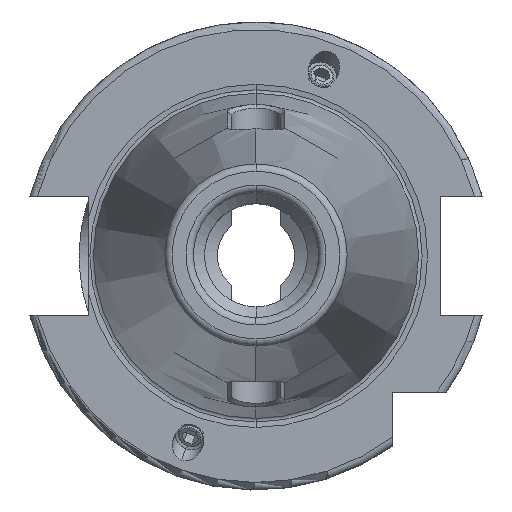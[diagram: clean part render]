
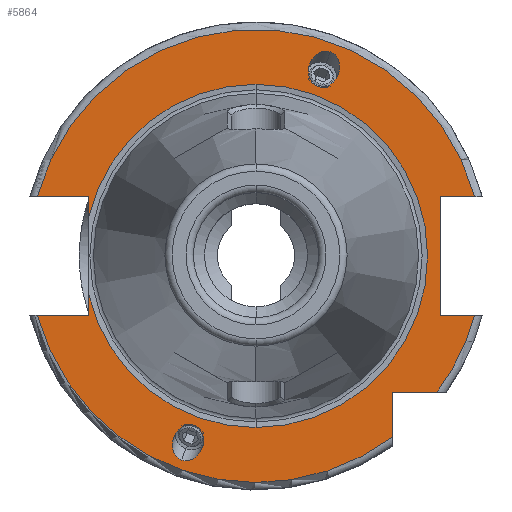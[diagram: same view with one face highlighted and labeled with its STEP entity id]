
A CAD part, top view. The second image highlights one B-rep face of the part: STEP entity #5864.
In plain terms, the highlighted planar face has unit normal (0, 0, 1).
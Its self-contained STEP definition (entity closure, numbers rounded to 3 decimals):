
#1669=CARTESIAN_POINT('',(0,0,18.1));
#1670=DIRECTION('',(0,0,1));
#1671=DIRECTION('',(0.965,0.262,0));
#1672=AXIS2_PLACEMENT_3D('',#1669,#1670,#1671);
#1720=CARTESIAN_POINT('',(0,0,18.1));
#1721=DIRECTION('',(0,0,1));
#1722=DIRECTION('',(-0.965,-0.262,0));
#1723=AXIS2_PLACEMENT_3D('',#1720,#1721,#1722);
#1736=DIRECTION('',(1,0,0));
#1737=VECTOR('',#1736,7.004);
#1738=CARTESIAN_POINT('',(-29.704,-8.05,18.1));
#1739=LINE('',#1738,#1737);
#1740=DIRECTION('',(0,1,0));
#1741=VECTOR('',#1740,2.753);
#1742=CARTESIAN_POINT('',(-22.7,-8.05,18.1));
#1743=LINE('',#1742,#1741);
#1744=DIRECTION('',(0,1,0));
#1745=VECTOR('',#1744,2.753);
#1746=CARTESIAN_POINT('',(-22.7,5.297,18.1));
#1747=LINE('',#1746,#1745);
#1748=DIRECTION('',(1,0,0));
#1749=VECTOR('',#1748,7.004);
#1750=CARTESIAN_POINT('',(-29.704,8.05,18.1));
#1751=LINE('',#1750,#1749);
#1752=DIRECTION('',(-1,0,0));
#1753=VECTOR('',#1752,4.704);
#1754=CARTESIAN_POINT('',(29.704,8.05,18.1));
#1755=LINE('',#1754,#1753);
#1756=DIRECTION('',(0,-1,0));
#1757=VECTOR('',#1756,16.1);
#1758=CARTESIAN_POINT('',(25,8.05,18.1));
#1759=LINE('',#1758,#1757);
#1760=DIRECTION('',(-1,0,0));
#1761=VECTOR('',#1760,4.704);
#1762=CARTESIAN_POINT('',(29.704,-8.05,18.1));
#1763=LINE('',#1762,#1761);
#1764=CARTESIAN_POINT('',(0,0,18.1));
#1765=DIRECTION('',(0,0,1));
#1766=DIRECTION('',(0.799,-0.601,0));
#1767=AXIS2_PLACEMENT_3D('',#1764,#1765,#1766);
#1769=DIRECTION('',(-1,0,0));
#1770=VECTOR('',#1769,6.094);
#1771=CARTESIAN_POINT('',(24.594,-18.5,18.1));
#1772=LINE('',#1771,#1770);
#1773=DIRECTION('',(0,1,0));
#1774=VECTOR('',#1773,6.094);
#1775=CARTESIAN_POINT('',(18.5,-24.594,18.1));
#1776=LINE('',#1775,#1774);
#1777=CARTESIAN_POINT('',(10.09,27.723,18.1));
#1778=CARTESIAN_POINT('',(9.863,27.806,18.1));
#1779=CARTESIAN_POINT('',(9.337,27.884,18.1));
#1780=CARTESIAN_POINT('',(8.455,27.594,18.1));
#1781=CARTESIAN_POINT('',(7.834,27.033,18.1));
#1782=CARTESIAN_POINT('',(7.483,26.49,18.1));
#1783=CARTESIAN_POINT('',(7.298,26.077,18.1));
#1784=CARTESIAN_POINT('',(7.174,25.641,18.1));
#1785=CARTESIAN_POINT('',(7.094,25.,18.1));
#1786=CARTESIAN_POINT('',(7.208,24.17,18.1));
#1787=CARTESIAN_POINT('',(7.698,23.381,18.1));
#1788=CARTESIAN_POINT('',(8.152,23.103,18.1));
#1789=CARTESIAN_POINT('',(8.379,23.02,18.1));
#1791=CARTESIAN_POINT('',(8.379,23.02,18.1));
#1792=CARTESIAN_POINT('',(8.606,22.937,18.1));
#1793=CARTESIAN_POINT('',(9.133,22.859,18.1));
#1794=CARTESIAN_POINT('',(10.014,23.149,18.1));
#1795=CARTESIAN_POINT('',(10.635,23.711,18.1));
#1796=CARTESIAN_POINT('',(10.986,24.253,18.1));
#1797=CARTESIAN_POINT('',(11.171,24.667,18.1));
#1798=CARTESIAN_POINT('',(11.295,25.103,18.1));
#1799=CARTESIAN_POINT('',(11.375,25.744,18.1));
#1800=CARTESIAN_POINT('',(11.261,26.573,18.1));
#1801=CARTESIAN_POINT('',(10.771,27.362,18.1));
#1802=CARTESIAN_POINT('',(10.318,27.641,18.1));
#1803=CARTESIAN_POINT('',(10.09,27.723,18.1));
#1805=CARTESIAN_POINT('',(-10.09,-27.723,18.1));
#1806=CARTESIAN_POINT('',(-10.318,-27.641,18.1));
#1807=CARTESIAN_POINT('',(-10.771,-27.362,18.1));
#1808=CARTESIAN_POINT('',(-11.261,-26.573,18.1));
#1809=CARTESIAN_POINT('',(-11.375,-25.744,18.1));
#1810=CARTESIAN_POINT('',(-11.295,-25.103,18.1));
#1811=CARTESIAN_POINT('',(-11.171,-24.667,18.1));
#1812=CARTESIAN_POINT('',(-10.986,-24.253,18.1));
#1813=CARTESIAN_POINT('',(-10.635,-23.711,18.1));
#1814=CARTESIAN_POINT('',(-10.014,-23.149,18.1));
#1815=CARTESIAN_POINT('',(-9.133,-22.859,18.1));
#1816=CARTESIAN_POINT('',(-8.606,-22.937,18.1));
#1817=CARTESIAN_POINT('',(-8.379,-23.02,18.1));
#1819=CARTESIAN_POINT('',(-8.379,-23.02,18.1));
#1820=CARTESIAN_POINT('',(-8.152,-23.103,18.1));
#1821=CARTESIAN_POINT('',(-7.698,-23.381,18.1));
#1822=CARTESIAN_POINT('',(-7.208,-24.17,18.1));
#1823=CARTESIAN_POINT('',(-7.094,-25.,18.1));
#1824=CARTESIAN_POINT('',(-7.174,-25.641,18.1));
#1825=CARTESIAN_POINT('',(-7.298,-26.077,18.1));
#1826=CARTESIAN_POINT('',(-7.483,-26.49,18.1));
#1827=CARTESIAN_POINT('',(-7.834,-27.033,18.1));
#1828=CARTESIAN_POINT('',(-8.455,-27.594,18.1));
#1829=CARTESIAN_POINT('',(-9.337,-27.884,18.1));
#1830=CARTESIAN_POINT('',(-9.863,-27.806,18.1));
#1831=CARTESIAN_POINT('',(-10.09,-27.723,18.1));
#1841=CARTESIAN_POINT('',(0,0,18.1));
#1842=DIRECTION('',(0,0,1));
#1843=DIRECTION('',(0,1,0));
#1844=AXIS2_PLACEMENT_3D('',#1841,#1842,#1843);
#1854=CARTESIAN_POINT('',(0,0,18.1));
#1855=DIRECTION('',(0,0,1));
#1856=DIRECTION('',(-0.974,-0.227,0));
#1857=AXIS2_PLACEMENT_3D('',#1854,#1855,#1856);
#1859=CARTESIAN_POINT('',(0,0,18.1));
#1860=DIRECTION('',(0,0,-1));
#1861=DIRECTION('',(0,1,0));
#1862=AXIS2_PLACEMENT_3D('',#1859,#1860,#1861);
#3533=CARTESIAN_POINT('',(-29.704,-8.05,18.1));
#3534=CARTESIAN_POINT('',(-22.7,-8.05,18.1));
#3535=VERTEX_POINT('',#3533);
#3536=VERTEX_POINT('',#3534);
#3537=CARTESIAN_POINT('',(-22.7,-5.297,18.1));
#3538=VERTEX_POINT('',#3537);
#3539=CARTESIAN_POINT('',(-22.7,5.297,18.1));
#3540=CARTESIAN_POINT('',(-22.7,8.05,18.1));
#3541=VERTEX_POINT('',#3539);
#3542=VERTEX_POINT('',#3540);
#3543=CARTESIAN_POINT('',(-29.704,8.05,18.1));
#3544=VERTEX_POINT('',#3543);
#3545=CARTESIAN_POINT('',(25,8.05,18.1));
#3546=CARTESIAN_POINT('',(25,-8.05,18.1));
#3547=VERTEX_POINT('',#3545);
#3548=VERTEX_POINT('',#3546);
#3549=CARTESIAN_POINT('',(29.704,-8.05,18.1));
#3550=VERTEX_POINT('',#3549);
#3551=CARTESIAN_POINT('',(29.704,8.05,18.1));
#3552=VERTEX_POINT('',#3551);
#3553=CARTESIAN_POINT('',(18.5,-24.594,18.1));
#3554=CARTESIAN_POINT('',(18.5,-18.5,18.1));
#3555=VERTEX_POINT('',#3553);
#3556=VERTEX_POINT('',#3554);
#3557=CARTESIAN_POINT('',(24.594,-18.5,18.1));
#3558=VERTEX_POINT('',#3557);
#3607=VERTEX_POINT('',#1777);
#3608=VERTEX_POINT('',#1789);
#3652=CARTESIAN_POINT('',(-10.09,-27.723,18.1));
#3654=VERTEX_POINT('',#3652);
#3655=CARTESIAN_POINT('',(-8.379,-23.02,18.1));
#3656=VERTEX_POINT('',#3655);
#3697=CARTESIAN_POINT('',(0,23.31,18.1));
#3698=VERTEX_POINT('',#3697);
#3699=CARTESIAN_POINT('',(0,-23.31,18.1));
#3700=VERTEX_POINT('',#3699);
#5827=CARTESIAN_POINT('',(0,0,18.1));
#5828=DIRECTION('',(0,0,-1));
#5829=DIRECTION('',(0,-1,0));
#5830=AXIS2_PLACEMENT_3D('',#5827,#5828,#5829);
#5831=PLANE('',#5830);
#5832=ORIENTED_EDGE('',*,*,#4900,.T.);
#5833=ORIENTED_EDGE('',*,*,#4651,.T.);
#5835=ORIENTED_EDGE('',*,*,#5834,.T.);
#5837=ORIENTED_EDGE('',*,*,#5836,.F.);
#5839=ORIENTED_EDGE('',*,*,#5838,.T.);
#5840=ORIENTED_EDGE('',*,*,#4647,.T.);
#5841=ORIENTED_EDGE('',*,*,#5734,.F.);
#5842=ORIENTED_EDGE('',*,*,#5806,.F.);
#5843=ORIENTED_EDGE('',*,*,#5679,.T.);
#5844=ORIENTED_EDGE('',*,*,#4983,.T.);
#5845=ORIENTED_EDGE('',*,*,#5011,.F.);
#5846=ORIENTED_EDGE('',*,*,#5796,.F.);
#5847=ORIENTED_EDGE('',*,*,#5365,.T.);
#5848=ORIENTED_EDGE('',*,*,#5273,.F.);
#5849=ORIENTED_EDGE('',*,*,#5821,.F.);
#5850=EDGE_LOOP('',(#5832,#5833,#5835,#5837,#5839,#5840,#5841,#5842,#5843,#5844,
#5845,#5846,#5847,#5848,#5849));
#5851=FACE_OUTER_BOUND('',#5850,.F.);
#5853=ORIENTED_EDGE('',*,*,#5852,.T.);
#5855=ORIENTED_EDGE('',*,*,#5854,.T.);
#5856=EDGE_LOOP('',(#5853,#5855));
#5857=FACE_BOUND('',#5856,.F.);
#5859=ORIENTED_EDGE('',*,*,#5858,.F.);
#5861=ORIENTED_EDGE('',*,*,#5860,.F.);
#5862=EDGE_LOOP('',(#5859,#5861));
#5863=FACE_BOUND('',#5862,.F.);
#5864=ADVANCED_FACE('',(#5851,#5857,#5863),#5831,.F.);
#1673=CIRCLE('',#1672,30.775);
#1724=CIRCLE('',#1723,30.775);
#1768=CIRCLE('',#1767,30.775);
#1790=B_SPLINE_CURVE_WITH_KNOTS('',3,(#1777,#1778,#1779,#1780,#1781,#1782,#1783,
#1784,#1785,#1786,#1787,#1788,#1789),.UNSPECIFIED.,.F.,.F.,(4,1,1,1,1,1,1,1,1,1,
4),(0,0.125,0.25,0.375,0.438,0.5,0.563,0.625,0.75,0.875,
1.0),.UNSPECIFIED.);
#1804=B_SPLINE_CURVE_WITH_KNOTS('',3,(#1791,#1792,#1793,#1794,#1795,#1796,#1797,
#1798,#1799,#1800,#1801,#1802,#1803),.UNSPECIFIED.,.F.,.F.,(4,1,1,1,1,1,1,1,1,1,
4),(0,0.125,0.25,0.375,0.438,0.5,0.563,0.625,0.75,0.875,
1.0),.UNSPECIFIED.);
#1818=B_SPLINE_CURVE_WITH_KNOTS('',3,(#1805,#1806,#1807,#1808,#1809,#1810,#1811,
#1812,#1813,#1814,#1815,#1816,#1817),.UNSPECIFIED.,.F.,.F.,(4,1,1,1,1,1,1,1,1,1,
4),(0,0.125,0.25,0.375,0.438,0.5,0.563,0.625,0.75,0.875,
1.0),.UNSPECIFIED.);
#1832=B_SPLINE_CURVE_WITH_KNOTS('',3,(#1819,#1820,#1821,#1822,#1823,#1824,#1825,
#1826,#1827,#1828,#1829,#1830,#1831),.UNSPECIFIED.,.F.,.F.,(4,1,1,1,1,1,1,1,1,1,
4),(0,0.125,0.25,0.375,0.438,0.5,0.563,0.625,0.75,0.875,
1.0),.UNSPECIFIED.);
#1845=CIRCLE('',#1844,23.31);
#1858=CIRCLE('',#1857,23.31);
#1863=CIRCLE('',#1862,23.31);
#4647=EDGE_CURVE('',#3541,#3542,#1747,.T.);
#4651=EDGE_CURVE('',#3536,#3538,#1743,.T.);
#4900=EDGE_CURVE('',#3535,#3536,#1739,.T.);
#4983=EDGE_CURVE('',#3547,#3548,#1759,.T.);
#5011=EDGE_CURVE('',#3550,#3548,#1763,.T.);
#5273=EDGE_CURVE('',#3555,#3556,#1776,.T.);
#5365=EDGE_CURVE('',#3558,#3556,#1772,.T.);
#5679=EDGE_CURVE('',#3552,#3547,#1755,.T.);
#5734=EDGE_CURVE('',#3544,#3542,#1751,.T.);
#5796=EDGE_CURVE('',#3558,#3550,#1768,.T.);
#5806=EDGE_CURVE('',#3552,#3544,#1673,.T.);
#5821=EDGE_CURVE('',#3535,#3555,#1724,.T.);
#5834=EDGE_CURVE('',#3538,#3700,#1858,.T.);
#5836=EDGE_CURVE('',#3698,#3700,#1863,.T.);
#5838=EDGE_CURVE('',#3698,#3541,#1845,.T.);
#5852=EDGE_CURVE('',#3607,#3608,#1790,.T.);
#5854=EDGE_CURVE('',#3608,#3607,#1804,.T.);
#5858=EDGE_CURVE('',#3654,#3656,#1818,.T.);
#5860=EDGE_CURVE('',#3656,#3654,#1832,.T.);
